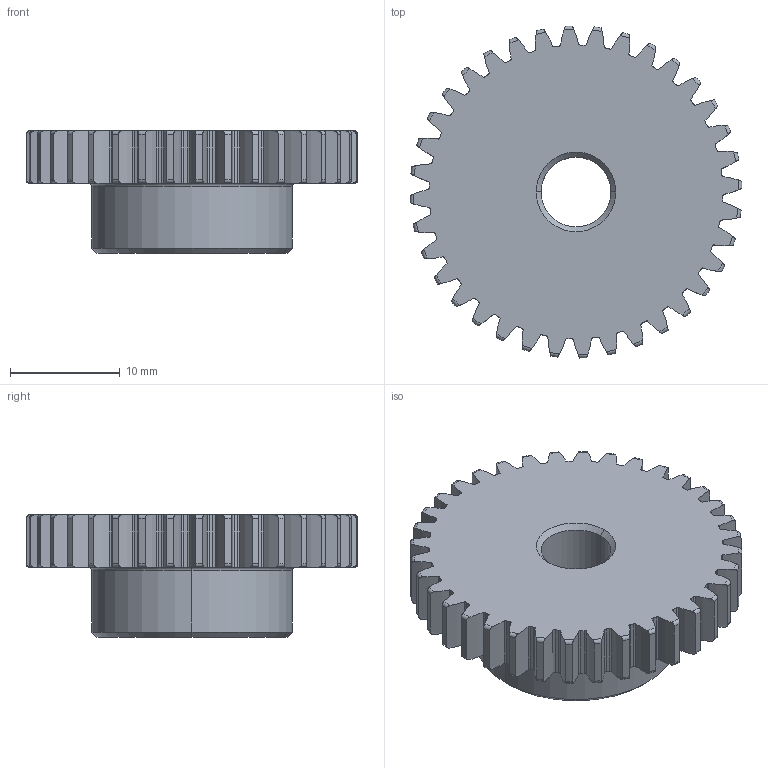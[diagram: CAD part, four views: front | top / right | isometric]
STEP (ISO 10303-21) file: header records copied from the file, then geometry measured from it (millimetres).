
FILE_DESCRIPTION (( 'STEP AP203' ), '1' );
FILE_NAME ('7880K34.step', '2015-09-21T19:10:16', ( '' ), ( '' ), 'SwSTEP 2.0', 'SolidWorks 2010', '' );
FILE_SCHEMA (( 'CONFIG_CONTROL_DESIGN' ));
Length unit declared in the file: inch
Products named in the file (1): 7880K34
Bounding box: 30.22 x 30.22 x 11.13 mm (x, y, z)
Volume: 4347.3 mm3; surface area: 2605.2 mm2
Topology: 1 solids, 1 shells, 303 faces, 892 edges, 592 vertices
Faces by surface type: cylinder 148, torus 74, bspline 72, cone 6, plane 3
Entity records: 10899 total; most frequent: CARTESIAN_POINT 3156, ORIENTED_EDGE 1784, DIRECTION 1446, EDGE_CURVE 892, AXIS2_PLACEMENT_3D 610, VERTEX_POINT 592, CIRCLE 378, EDGE_LOOP 306
